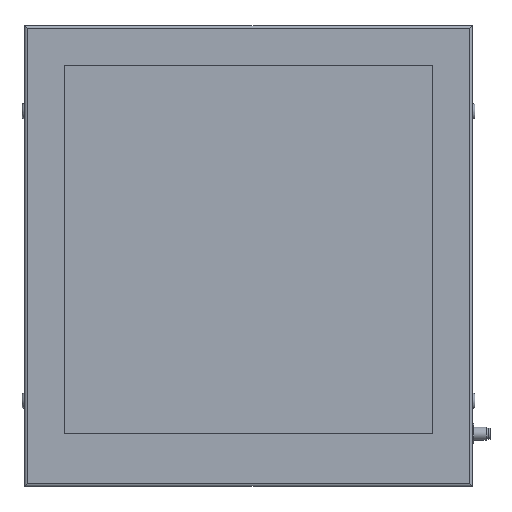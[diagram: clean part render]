
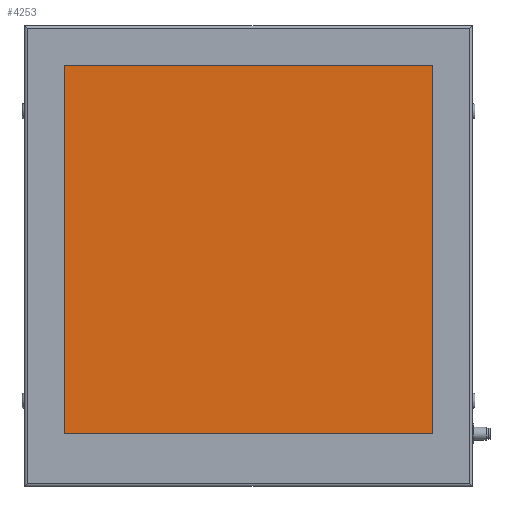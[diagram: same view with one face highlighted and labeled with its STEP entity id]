
A CAD part, top view. The second image highlights one B-rep face of the part: STEP entity #4253.
In plain terms, the highlighted planar face has unit normal (0, 0, 1).
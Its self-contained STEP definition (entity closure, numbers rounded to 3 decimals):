
#1868=VECTOR('',#3340,1.);
#1871=VECTOR('',#3345,1.);
#1873=VECTOR('',#3349,1.);
#1874=VECTOR('',#3352,1.);
#1930=LINE('',#3880,#1868);
#1933=LINE('',#3885,#1871);
#1935=LINE('',#3889,#1873);
#1936=LINE('',#3891,#1874);
#1972=PLANE('',#4114);
#2286=ORIENTED_EDGE('',*,*,#2701,.T.);
#2287=ORIENTED_EDGE('',*,*,#2703,.T.);
#2288=ORIENTED_EDGE('',*,*,#2704,.T.);
#2289=ORIENTED_EDGE('',*,*,#2698,.T.);
#2532=VERTEX_POINT('',#3877);
#2533=VERTEX_POINT('',#3879);
#2534=VERTEX_POINT('',#3883);
#2535=VERTEX_POINT('',#3887);
#2698=EDGE_CURVE('',#2533,#2532,#1930,.T.);
#2701=EDGE_CURVE('',#2532,#2534,#1933,.T.);
#2703=EDGE_CURVE('',#2534,#2535,#1935,.T.);
#2704=EDGE_CURVE('',#2535,#2533,#1936,.T.);
#2827=EDGE_LOOP('',(#2286,#2287,#2288,#2289));
#2971=FACE_BOUND('',#2827,.T.);
#3340=DIRECTION('',(0.,-140.,0.));
#3345=DIRECTION('',(140.,0.,0.));
#3349=DIRECTION('',(0.,140.,0.));
#3352=DIRECTION('',(-140.,0.,0.));
#3353=DIRECTION('',(0.,0.,1.));
#3354=DIRECTION('',(0.,-1.,0.));
#3877=CARTESIAN_POINT('',(15.,15.,9.));
#3879=CARTESIAN_POINT('',(15.,155.,9.));
#3880=CARTESIAN_POINT('',(15.,155.,9.));
#3883=CARTESIAN_POINT('',(155.,15.,9.));
#3885=CARTESIAN_POINT('',(15.,15.,9.));
#3887=CARTESIAN_POINT('',(155.,155.,9.));
#3889=CARTESIAN_POINT('',(155.,15.,9.));
#3891=CARTESIAN_POINT('',(155.,155.,9.));
#3892=CARTESIAN_POINT('',(15.,15.,9.));
#4114=AXIS2_PLACEMENT_3D('',#3892,#3353,#3354);
#4253=ADVANCED_FACE('',(#2971),#1972,.T.);
